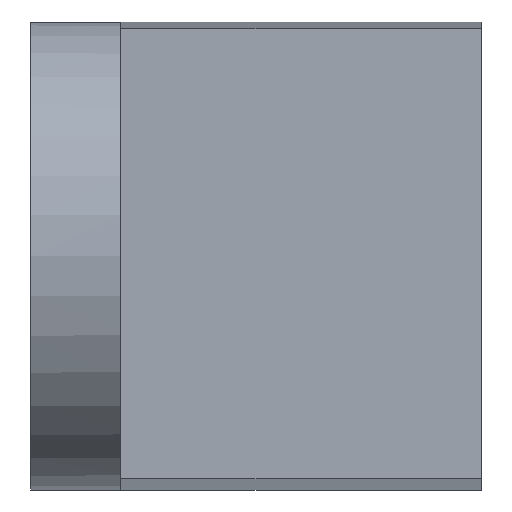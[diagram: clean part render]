
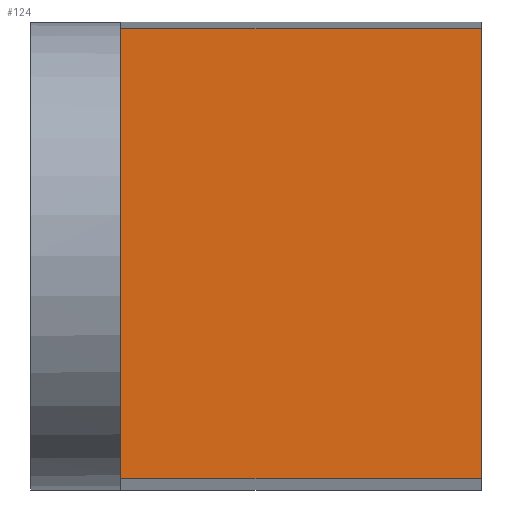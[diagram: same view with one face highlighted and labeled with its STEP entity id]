
A CAD part, top view. The second image highlights one B-rep face of the part: STEP entity #124.
In plain terms, the highlighted planar face has unit normal (0, 0, 1).
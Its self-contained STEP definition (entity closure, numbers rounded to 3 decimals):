
#23=FACE_OUTER_BOUND('',#30,.T.);
#30=EDGE_LOOP('',(#92,#93,#94,#95));
#38=LINE('',#207,#49);
#40=LINE('',#213,#51);
#43=LINE('',#218,#54);
#44=LINE('',#219,#55);
#49=VECTOR('',#168,10.);
#51=VECTOR('',#172,10.);
#54=VECTOR('',#177,10.);
#55=VECTOR('',#178,10.);
#57=VERTEX_POINT('',#200);
#60=VERTEX_POINT('',#205);
#62=VERTEX_POINT('',#210);
#63=VERTEX_POINT('',#212);
#71=EDGE_CURVE('',#57,#60,#38,.T.);
#73=EDGE_CURVE('',#63,#62,#40,.T.);
#76=EDGE_CURVE('',#62,#57,#43,.T.);
#77=EDGE_CURVE('',#63,#60,#44,.T.);
#92=ORIENTED_EDGE('',*,*,#76,.T.);
#93=ORIENTED_EDGE('',*,*,#71,.T.);
#94=ORIENTED_EDGE('',*,*,#77,.F.);
#95=ORIENTED_EDGE('',*,*,#73,.T.);
#118=PLANE('',#151);
#124=ADVANCED_FACE('',(#23),#118,.T.);
#151=AXIS2_PLACEMENT_3D('',#217,#175,#176);
#168=DIRECTION('',(-1.,0.,0.));
#172=DIRECTION('',(1.,0.,0.));
#175=DIRECTION('center_axis',(0.,0.,1.));
#176=DIRECTION('ref_axis',(0.,1.,0.));
#177=DIRECTION('',(0.,1.,0.));
#178=DIRECTION('',(0.,1.,0.));
#200=CARTESIAN_POINT('',(50.,25.,156.));
#205=CARTESIAN_POINT('',(10.,25.,156.));
#207=CARTESIAN_POINT('',(0.,25.,156.));
#210=CARTESIAN_POINT('',(50.,-25.,156.));
#212=CARTESIAN_POINT('',(10.,-25.,156.));
#213=CARTESIAN_POINT('',(0.,-25.,156.));
#217=CARTESIAN_POINT('Origin',(0.,-25.,156.));
#218=CARTESIAN_POINT('',(50.,-12.5,156.));
#219=CARTESIAN_POINT('',(10.,-12.5,156.));
